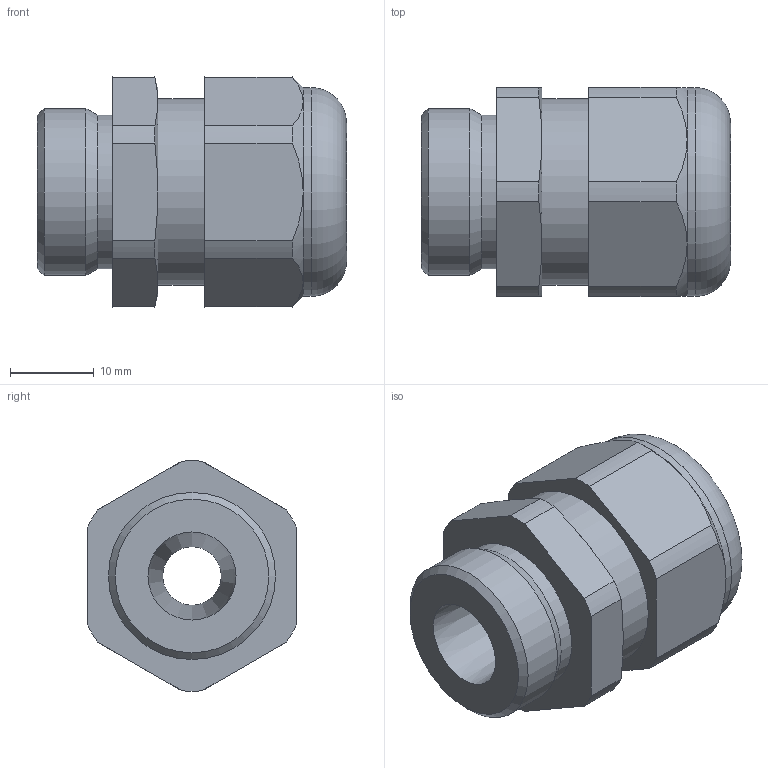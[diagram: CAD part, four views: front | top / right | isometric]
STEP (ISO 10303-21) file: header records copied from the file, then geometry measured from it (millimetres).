
FILE_DESCRIPTION( ( 'STEP AP214' ), '1' );
FILE_NAME( 'SKINTOP ST-M 20x1,5 Art. Nr. 53111420(F=7).stp', '2020-06-03T06:38:03', ( 'License CC BY-ND 4.0' ), ( 'CADENAS' ), ' ', 'PARTsolutions', ' ' );
FILE_SCHEMA( ( 'AUTOMOTIVE_DESIGN { 1 0 10303 214 1 1 1 1 }' ) );
Length unit declared in the file: millimetre
Products named in the file (1): _SKINTOP ST-M 20x1,5      Art. Nr. 53111420(F=7)
Bounding box: 37 x 25 x 27.59 mm (x, y, z)
Volume: 14350.6 mm3; surface area: 4842.5 mm2
Topology: 1 solids, 1 shells, 76 faces, 190 edges, 121 vertices
Faces by surface type: plane 33, cylinder 27, cone 15, torus 1
Full cylindrical faces by diameter (mm): 7 x1, 18.38 x1, 20 x1, 22.3 x1, 25 x1
Entity records: 2920 total; most frequent: CARTESIAN_POINT 505, DIRECTION 378, ORIENTED_EDGE 360, EDGE_CURVE 180, AXIS2_PLACEMENT_3D 145, VERTEX_POINT 120, EDGE_LOOP 92, LINE 88
